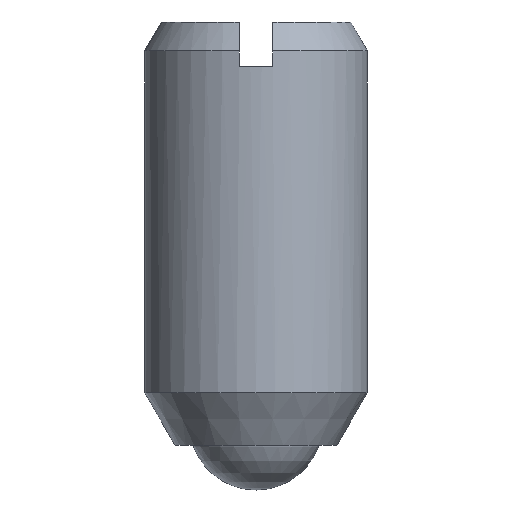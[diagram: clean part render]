
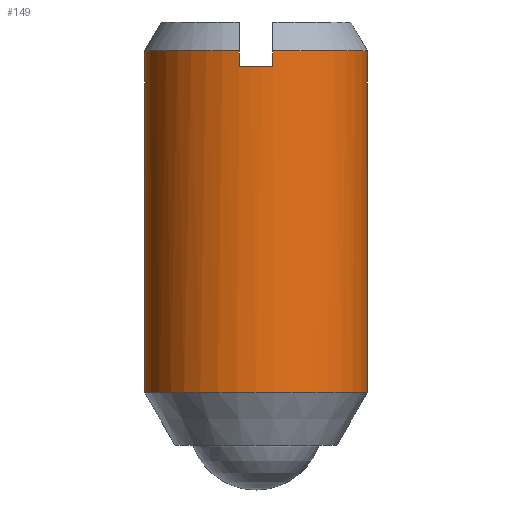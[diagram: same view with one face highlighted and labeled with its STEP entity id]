
A CAD part, front view. The second image highlights one B-rep face of the part: STEP entity #149.
In plain terms, the highlighted cylindrical face has radius 5 mm (diameter 10 mm), a partial arc.
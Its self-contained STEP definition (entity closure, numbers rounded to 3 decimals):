
#109=EDGE_CURVE('',#167,#119,#277,.T.);
#119=VERTEX_POINT('',#287);
#127=EDGE_CURVE('',#179,#235,#295,.T.);
#129=EDGE_CURVE('',#165,#231,#297,.T.);
#145=EDGE_CURVE('',#165,#179,#317,.T.);
#149=ADVANCED_FACE('',(#322),#323,.T.);
#155=EDGE_CURVE('',#201,#167,#330,.T.);
#165=VERTEX_POINT('',#341);
#167=VERTEX_POINT('',#343);
#179=VERTEX_POINT('',#355);
#183=EDGE_CURVE('',#201,#243,#360,.T.);
#201=VERTEX_POINT('',#380);
#219=EDGE_CURVE('',#243,#231,#399,.T.);
#231=VERTEX_POINT('',#412);
#235=VERTEX_POINT('',#417);
#243=VERTEX_POINT('',#426);
#251=EDGE_CURVE('',#119,#235,#434,.T.);
#277=CIRCLE('',#453,5.);
#287=CARTESIAN_POINT('',(-0.75,-4.943,19.0));
#295=CIRCLE('',#486,5.);
#297=CIRCLE('',#489,5.);
#317=LINE('',#512,#513);
#322=FACE_OUTER_BOUND('',#518,.T.);
#323=CYLINDRICAL_SURFACE('',#519,5.);
#330=LINE('',#527,#528);
#341=CARTESIAN_POINT('',(-5.,0.,4.375));
#343=CARTESIAN_POINT('',(0.75,-4.943,19.0));
#355=CARTESIAN_POINT('',(-5.,0.,19.701));
#360=CIRCLE('',#567,5.);
#380=CARTESIAN_POINT('',(0.75,-4.943,19.701));
#399=LINE('',#618,#619);
#412=CARTESIAN_POINT('',(5.,0.,4.375));
#417=CARTESIAN_POINT('',(-0.75,-4.943,19.701));
#426=CARTESIAN_POINT('',(5.,0.,19.701));
#434=LINE('',#680,#681);
#453=AXIS2_PLACEMENT_3D('',#703,#704,#705);
#486=AXIS2_PLACEMENT_3D('',#718,#719,#720);
#489=AXIS2_PLACEMENT_3D('',#721,#722,#723);
#512=CARTESIAN_POINT('',(-5.,0.,12.038));
#513=VECTOR('',#754,1.0);
#518=EDGE_LOOP('',(#764,#765,#766,#767,#768,#769,#770,#771));
#519=AXIS2_PLACEMENT_3D('',#772,#773,#774);
#527=CARTESIAN_POINT('',(0.75,-4.943,12.038));
#528=VECTOR('',#785,1.0);
#567=AXIS2_PLACEMENT_3D('',#814,#815,#816);
#618=CARTESIAN_POINT('',(5.,0.,12.038));
#619=VECTOR('',#854,1.0);
#680=CARTESIAN_POINT('',(-0.75,-4.943,12.038));
#681=VECTOR('',#890,1.0);
#703=CARTESIAN_POINT('',(0.0,0.,19.0));
#704=DIRECTION('',(0.0,0.,-1.0));
#705=DIRECTION('',(-1.0,0.,0.));
#718=CARTESIAN_POINT('',(0.0,0.,19.701));
#719=DIRECTION('',(0.0,0.0,1.0));
#720=DIRECTION('',(-1.0,0.,0.0));
#721=CARTESIAN_POINT('',(0.0,0.,4.375));
#722=DIRECTION('',(0.0,0.0,1.0));
#723=DIRECTION('',(-1.0,0.,0.0));
#754=DIRECTION('',(0.0,0.0,1.0));
#764=ORIENTED_EDGE('',*,*,#145,.F.);
#765=ORIENTED_EDGE('',*,*,#129,.T.);
#766=ORIENTED_EDGE('',*,*,#219,.F.);
#767=ORIENTED_EDGE('',*,*,#183,.F.);
#768=ORIENTED_EDGE('',*,*,#155,.T.);
#769=ORIENTED_EDGE('',*,*,#109,.T.);
#770=ORIENTED_EDGE('',*,*,#251,.T.);
#771=ORIENTED_EDGE('',*,*,#127,.F.);
#772=CARTESIAN_POINT('',(0.0,0.,12.038));
#773=DIRECTION('',(-0.0,-0.0,-1.0));
#774=DIRECTION('',(-1.0,0.,0.0));
#785=DIRECTION('',(0.0,0.0,-1.0));
#814=CARTESIAN_POINT('',(0.0,0.,19.701));
#815=DIRECTION('',(0.0,0.0,1.0));
#816=DIRECTION('',(-1.0,0.,0.0));
#854=DIRECTION('',(-0.0,-0.0,-1.0));
#890=DIRECTION('',(0.0,0.0,1.0));
